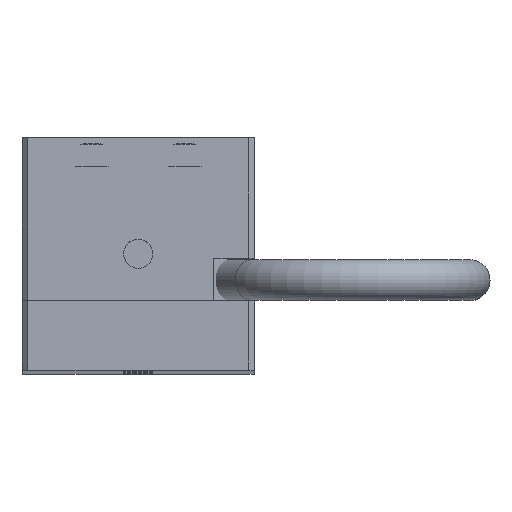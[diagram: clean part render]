
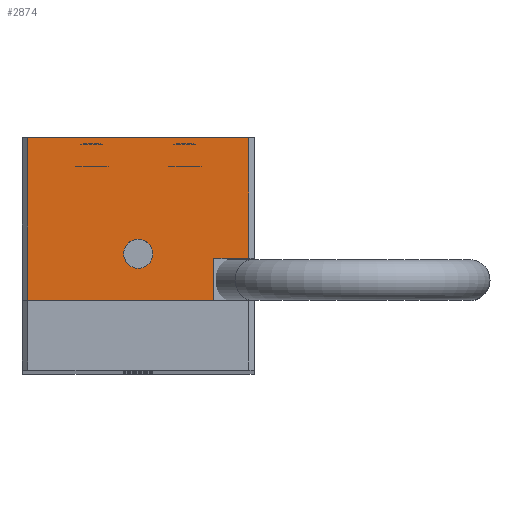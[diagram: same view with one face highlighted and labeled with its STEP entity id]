
A CAD part, top view. The second image highlights one B-rep face of the part: STEP entity #2874.
In plain terms, the highlighted planar face has unit normal (0, 0, 1).
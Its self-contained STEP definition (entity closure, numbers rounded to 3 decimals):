
#6 = DIRECTION ( 'NONE',  ( 0., -1., 0. ) ) ;
#16 = ORIENTED_EDGE ( 'NONE', *, *, #2849, .F. ) ;
#54 = CARTESIAN_POINT ( 'NONE',  ( 6.5, 9.6, 213. ) ) ;
#144 = CARTESIAN_POINT ( 'NONE',  ( -9.5, 6., 213. ) ) ;
#182 = LINE ( 'NONE', #144, #2338 ) ;
#215 = CARTESIAN_POINT ( 'NONE',  ( 9.5, 20., 213. ) ) ;
#222 = CARTESIAN_POINT ( 'NONE',  ( -9.5, 20., 213. ) ) ;
#223 = CARTESIAN_POINT ( 'NONE',  ( 9.5, 9.6, 213. ) ) ;
#257 = FACE_BOUND ( 'NONE', #1781, .T. ) ;
#258 = FACE_OUTER_BOUND ( 'NONE', #1819, .T. ) ;
#264 = VERTEX_POINT ( 'NONE', #277 ) ;
#277 = CARTESIAN_POINT ( 'NONE',  ( 1.25, 10., 213. ) ) ;
#818 = CARTESIAN_POINT ( 'NONE',  ( 9.5, 20., 213. ) ) ;
#819 = DIRECTION ( 'NONE',  ( 0., 1., 0. ) ) ;
#840 = LINE ( 'NONE', #818, #2363 ) ;
#874 = ORIENTED_EDGE ( 'NONE', *, *, #2685, .T. ) ;
#892 = ORIENTED_EDGE ( 'NONE', *, *, #2841, .T. ) ;
#955 = ORIENTED_EDGE ( 'NONE', *, *, #2888, .F. ) ;
#1150 = ORIENTED_EDGE ( 'NONE', *, *, #2883, .F. ) ;
#1151 = ORIENTED_EDGE ( 'NONE', *, *, #2899, .F. ) ;
#1276 = ORIENTED_EDGE ( 'NONE', *, *, #2902, .F. ) ;
#1421 = CARTESIAN_POINT ( 'NONE',  ( 10., 6., 213. ) ) ;
#1423 = DIRECTION ( 'NONE',  ( -1., 0., 0. ) ) ;
#1429 = LINE ( 'NONE', #1421, #2205 ) ;
#1637 = LINE ( 'NONE', #1678, #2117 ) ;
#1640 = DIRECTION ( 'NONE',  ( 1., 0., 0. ) ) ;
#1678 = CARTESIAN_POINT ( 'NONE',  ( 10., 20., 213. ) ) ;
#1701 = CARTESIAN_POINT ( 'NONE',  ( 9.5, 9.6, 213. ) ) ;
#1747 = CARTESIAN_POINT ( 'NONE',  ( 0., 10., 213. ) ) ;
#1748 = DIRECTION ( 'NONE',  ( -1., 0., 0. ) ) ;
#1751 = DIRECTION ( 'NONE',  ( 0., 0., 1. ) ) ;
#1752 = DIRECTION ( 'NONE',  ( 1., 0., 0. ) ) ;
#1756 = LINE ( 'NONE', #1701, #2211 ) ;
#1772 = VERTEX_POINT ( 'NONE', #215 ) ;
#1781 = EDGE_LOOP ( 'NONE', ( #1150 ) ) ;
#1793 = VERTEX_POINT ( 'NONE', #1851 ) ;
#1798 = VERTEX_POINT ( 'NONE', #1961 ) ;
#1815 = VERTEX_POINT ( 'NONE', #223 ) ;
#1819 = EDGE_LOOP ( 'NONE', ( #16, #955, #892, #1276, #874, #1151 ) ) ;
#1851 = CARTESIAN_POINT ( 'NONE',  ( 6.5, 6., 213. ) ) ;
#1861 = VERTEX_POINT ( 'NONE', #222 ) ;
#1961 = CARTESIAN_POINT ( 'NONE',  ( -9.5, 6., 213. ) ) ;
#1979 = VERTEX_POINT ( 'NONE', #54 ) ;
#2043 = LINE ( 'NONE', #2062, #2298 ) ;
#2062 = CARTESIAN_POINT ( 'NONE',  ( 6.5, 9., 213. ) ) ;
#2063 = DIRECTION ( 'NONE',  ( 0., -1., 0. ) ) ;
#2104 = DIRECTION ( 'NONE',  ( 0., 0., 1. ) ) ;
#2105 = CARTESIAN_POINT ( 'NONE',  ( 10., 20., 213. ) ) ;
#2106 = PLANE ( 'NONE',  #2179 ) ;
#2117 = VECTOR ( 'NONE', #1640, 1000. ) ;
#2179 = AXIS2_PLACEMENT_3D ( 'NONE', #2105, #2104, #2597 ) ;
#2205 = VECTOR ( 'NONE', #1423, 1000. ) ;
#2211 = VECTOR ( 'NONE', #1748, 1000. ) ;
#2254 = AXIS2_PLACEMENT_3D ( 'NONE', #1747, #1751, #1752 ) ;
#2298 = VECTOR ( 'NONE', #2063, 1000. ) ;
#2338 = VECTOR ( 'NONE', #6, 1000. ) ;
#2363 = VECTOR ( 'NONE', #819, 1000. ) ;
#2386 = CIRCLE ( 'NONE', #2254, 1.25 ) ;
#2597 = DIRECTION ( 'NONE',  ( 1., 0., 0. ) ) ;
#2685 = EDGE_CURVE ( 'NONE', #1861, #1798, #182, .T. ) ;
#2841 = EDGE_CURVE ( 'NONE', #1815, #1772, #840, .T. ) ;
#2849 = EDGE_CURVE ( 'NONE', #1979, #1793, #2043, .T. ) ;
#2874 = ADVANCED_FACE ( 'NONE', ( #257, #258 ), #2106, .T. ) ;
#2883 = EDGE_CURVE ( 'NONE', #264, #264, #2386, .T. ) ;
#2888 = EDGE_CURVE ( 'NONE', #1815, #1979, #1756, .T. ) ;
#2899 = EDGE_CURVE ( 'NONE', #1793, #1798, #1429, .T. ) ;
#2902 = EDGE_CURVE ( 'NONE', #1861, #1772, #1637, .T. ) ;
